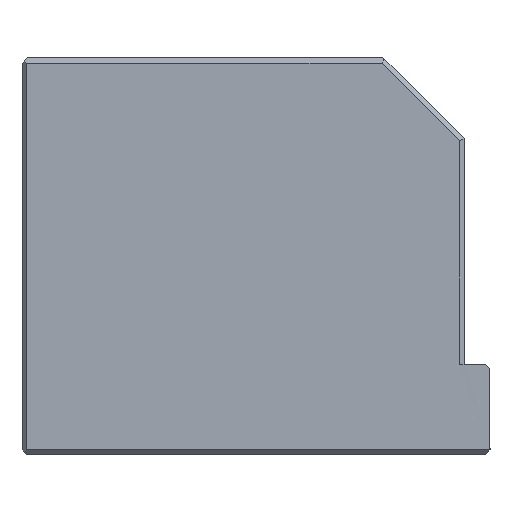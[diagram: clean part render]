
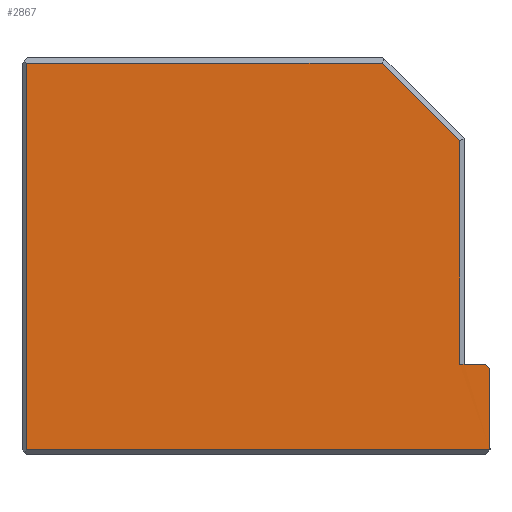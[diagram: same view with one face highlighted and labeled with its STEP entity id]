
A CAD part, left-side view. The second image highlights one B-rep face of the part: STEP entity #2867.
In plain terms, the highlighted planar face has unit normal (-1, 0, 0).
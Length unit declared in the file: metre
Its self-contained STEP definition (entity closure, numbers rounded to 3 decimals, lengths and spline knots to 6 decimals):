
#58=ORIENTED_EDGE('',*,*,#902,.T.);
#59=ORIENTED_EDGE('',*,*,#903,.T.);
#60=ORIENTED_EDGE('',*,*,#904,.T.);
#61=ORIENTED_EDGE('',*,*,#905,.T.);
#62=ORIENTED_EDGE('',*,*,#906,.T.);
#63=ORIENTED_EDGE('',*,*,#907,.F.);
#64=ORIENTED_EDGE('',*,*,#908,.F.);
#65=ORIENTED_EDGE('',*,*,#909,.T.);
#66=ORIENTED_EDGE('',*,*,#910,.T.);
#902=EDGE_CURVE('',#1324,#1325,#1600,.T.);
#903=EDGE_CURVE('',#1325,#1326,#1601,.T.);
#904=EDGE_CURVE('',#1326,#1327,#1602,.T.);
#905=EDGE_CURVE('',#1327,#1328,#1603,.T.);
#906=EDGE_CURVE('',#1328,#1329,#1604,.T.);
#907=EDGE_CURVE('',#1330,#1329,#1605,.T.);
#908=EDGE_CURVE('',#1331,#1330,#1606,.T.);
#909=EDGE_CURVE('',#1331,#1332,#1607,.T.);
#910=EDGE_CURVE('',#1332,#1324,#1608,.T.);
#1324=VERTEX_POINT('',#3975);
#1325=VERTEX_POINT('',#3976);
#1326=VERTEX_POINT('',#3978);
#1327=VERTEX_POINT('',#3980);
#1328=VERTEX_POINT('',#3982);
#1329=VERTEX_POINT('',#3984);
#1330=VERTEX_POINT('',#3986);
#1331=VERTEX_POINT('',#3988);
#1332=VERTEX_POINT('',#3990);
#1600=LINE('',#3974,#1994);
#1601=LINE('',#3977,#1995);
#1602=LINE('',#3979,#1996);
#1603=LINE('',#3981,#1997);
#1604=LINE('',#3983,#1998);
#1605=LINE('',#3985,#1999);
#1606=LINE('',#3987,#2000);
#1607=LINE('',#3989,#2001);
#1608=LINE('',#3991,#2002);
#1994=VECTOR('',#3218,1.);
#1995=VECTOR('',#3219,1.);
#1996=VECTOR('',#3220,1.);
#1997=VECTOR('',#3221,1.);
#1998=VECTOR('',#3222,1.);
#1999=VECTOR('',#3223,1.);
#2000=VECTOR('',#3224,1.);
#2001=VECTOR('',#3225,1.);
#2002=VECTOR('',#3226,1.);
#2388=EDGE_LOOP('',(#58,#59,#60,#61,#62,#63,#64,#65,#66));
#2560=FACE_BOUND('',#2388,.T.);
#2732=PLANE('',#3033);
#2867=ADVANCED_FACE('',(#2560),#2732,.T.);
#3033=AXIS2_PLACEMENT_3D('',#3973,#3216,#3217);
#3216=DIRECTION('',(-1.,0.,0.));
#3217=DIRECTION('',(0.,0.,1.));
#3218=DIRECTION('',(0.,0.707,0.707));
#3219=DIRECTION('',(0.,1.,0.));
#3220=DIRECTION('',(0.,0.,-1.));
#3221=DIRECTION('',(0.,-1.,0.));
#3222=DIRECTION('',(0.,0.,1.));
#3223=DIRECTION('',(0.,-0.707,-0.707));
#3224=DIRECTION('',(0.,-1.,0.));
#3225=DIRECTION('',(0.,1.,0.));
#3226=DIRECTION('',(0.,0.,1.));
#3973=CARTESIAN_POINT('',(-0.004,0.0325,0.));
#3974=CARTESIAN_POINT('',(-0.004,-0.000267,0.031767));
#3975=CARTESIAN_POINT('',(-0.004,-0.0042,0.027834));
#3976=CARTESIAN_POINT('',(-0.004,0.002666,0.0347));
#3977=CARTESIAN_POINT('',(-0.004,0.0342,0.0347));
#3978=CARTESIAN_POINT('',(-0.004,0.0342,0.0347));
#3979=CARTESIAN_POINT('',(-0.004,0.0342,0.));
#3980=CARTESIAN_POINT('',(-0.004,0.0342,0.0004));
#3981=CARTESIAN_POINT('',(-0.004,-0.0065,0.0004));
#3982=CARTESIAN_POINT('',(-0.004,-0.0069,0.0004));
#3983=CARTESIAN_POINT('',(-0.004,-0.0069,0.));
#3984=CARTESIAN_POINT('',(-0.004,-0.0069,0.0076));
#3985=CARTESIAN_POINT('',(-0.004,-0.0065,0.008));
#3986=CARTESIAN_POINT('',(-0.004,-0.0065,0.008));
#3987=CARTESIAN_POINT('',(-0.004,-0.0146,0.008));
#3988=CARTESIAN_POINT('',(-0.004009,-0.0046,0.008));
#3989=CARTESIAN_POINT('',(-0.004,0.0325,0.008));
#3990=CARTESIAN_POINT('',(-0.004,-0.0042,0.008));
#3991=CARTESIAN_POINT('',(-0.004,-0.0042,0.));
